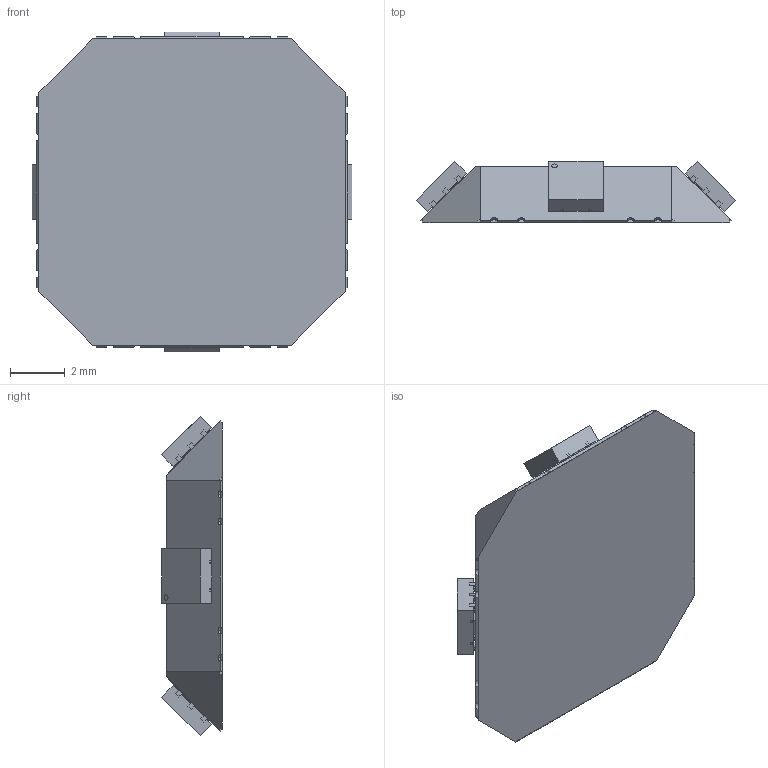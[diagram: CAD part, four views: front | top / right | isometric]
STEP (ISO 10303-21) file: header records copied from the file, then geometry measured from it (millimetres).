
FILE_DESCRIPTION(/* description */ (''),/* implementation_level */ '2;1');
FILE_NAME(/* name */ 'SunSensorAssembly.step',/* time_stamp */ '2024-07-28T22:49:23-04:00',/* author */ (''),/* organization */ (''),/* preprocessor_version */ 'ST-DEVELOPER v20',/* originating_system */ 'Autodesk Translation Framework v13.14.0.145',/* authorisation */ '');
FILE_SCHEMA (('AUTOMOTIVE_DESIGN { 1 0 10303 214 3 1 1 }'));
Length unit declared in the file: millimetre
Products named in the file (11): Sun Sensor Assembly; SunSensor; OPT4003DNPRQ1; SunSensor_1; OPT4003DNPRQ1_1; SunSensor_2; OPT4003DNPRQ1_2; SunSensor_3; OPT4003DNPRQ1_3; DNP6; SunSensor_PCB
Assembly tree (16 placements, depth 4):
  Sun Sensor Assembly
    SunSensor
      OPT4003DNPRQ1
        DNP6
      SunSensor_PCB
    SunSensor_1
      OPT4003DNPRQ1_1
        DNP6
      SunSensor_PCB
    SunSensor_2
      OPT4003DNPRQ1_2
        DNP6
      SunSensor_PCB
    SunSensor_3
      OPT4003DNPRQ1_3
        DNP6
      SunSensor_PCB
Bounding box: 11.71 x 2.23 x 11.71 mm (x, y, z)
Volume: 188.1 mm3; surface area: 512.8 mm2
Topology: 57 solids, 57 shells, 786 faces, 1936 edges, 1288 vertices
Faces by surface type: plane 714, cylinder 72
Full cylindrical faces by diameter (mm): 0.198 x8
Entity records: 6601 total; most frequent: CARTESIAN_POINT 1128, ORIENTED_EDGE 1064, DIRECTION 1056, EDGE_CURVE 532, LINE 496, VECTOR 496, VERTEX_POINT 352, AXIS2_PLACEMENT_3D 280
